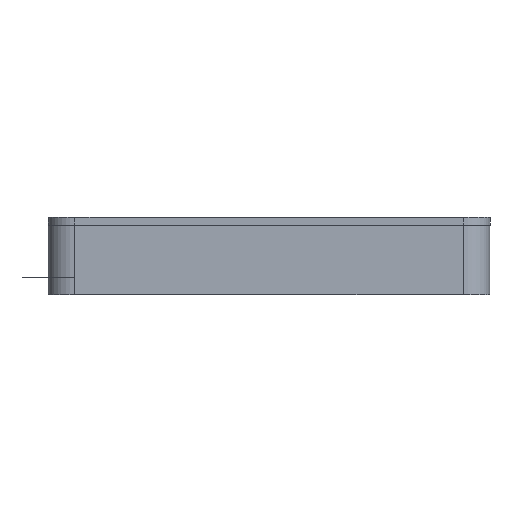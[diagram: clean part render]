
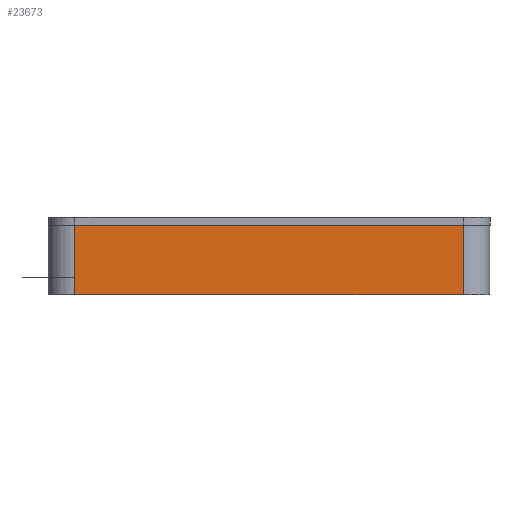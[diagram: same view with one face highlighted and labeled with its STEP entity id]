
A CAD part, front view. The second image highlights one B-rep face of the part: STEP entity #23673.
In plain terms, the highlighted planar face has unit normal (0, -1, 0).
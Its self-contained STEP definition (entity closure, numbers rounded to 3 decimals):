
#1192=PLANE('',#25264);
#2093=FACE_OUTER_BOUND('',#3466,.T.);
#3466=EDGE_LOOP('',(#16494,#16495,#16496,#16497));
#4989=LINE('',#33127,#7563);
#4993=LINE('',#33136,#7567);
#5013=LINE('',#33193,#7587);
#5014=LINE('',#33196,#7588);
#7563=VECTOR('',#27020,10.);
#7567=VECTOR('',#27028,10.);
#7587=VECTOR('',#27076,10.);
#7588=VECTOR('',#27081,10.);
#10672=VERTEX_POINT('',#33120);
#10675=VERTEX_POINT('',#33125);
#10678=VERTEX_POINT('',#33135);
#10701=VERTEX_POINT('',#33192);
#12963=EDGE_CURVE('',#10675,#10672,#4989,.T.);
#12967=EDGE_CURVE('',#10672,#10678,#4993,.T.);
#12996=EDGE_CURVE('',#10678,#10701,#5013,.T.);
#12998=EDGE_CURVE('',#10701,#10675,#5014,.T.);
#16494=ORIENTED_EDGE('',*,*,#12963,.F.);
#16495=ORIENTED_EDGE('',*,*,#12998,.F.);
#16496=ORIENTED_EDGE('',*,*,#12996,.F.);
#16497=ORIENTED_EDGE('',*,*,#12967,.F.);
#23673=ADVANCED_FACE('',(#2093),#1192,.T.);
#25264=AXIS2_PLACEMENT_3D('',#33195,#27079,#27080);
#27020=DIRECTION('',(0.,0.,1.));
#27028=DIRECTION('',(1.,0.,0.));
#27076=DIRECTION('',(0.,0.,-1.));
#27079=DIRECTION('center_axis',(0.,-1.,0.));
#27080=DIRECTION('ref_axis',(1.,0.,0.));
#27081=DIRECTION('',(-1.,0.,0.));
#33120=CARTESIAN_POINT('',(-4.5,-9.5,13.));
#33125=CARTESIAN_POINT('',(-4.5,-9.5,0.));
#33127=CARTESIAN_POINT('',(-4.5,-9.5,0.));
#33135=CARTESIAN_POINT('',(68.4,-9.5,13.));
#33136=CARTESIAN_POINT('',(73.4,-9.5,13.));
#33192=CARTESIAN_POINT('',(68.4,-9.5,0.));
#33193=CARTESIAN_POINT('',(68.4,-9.5,0.));
#33195=CARTESIAN_POINT('Origin',(-9.5,-9.5,0.));
#33196=CARTESIAN_POINT('',(73.4,-9.5,0.));
